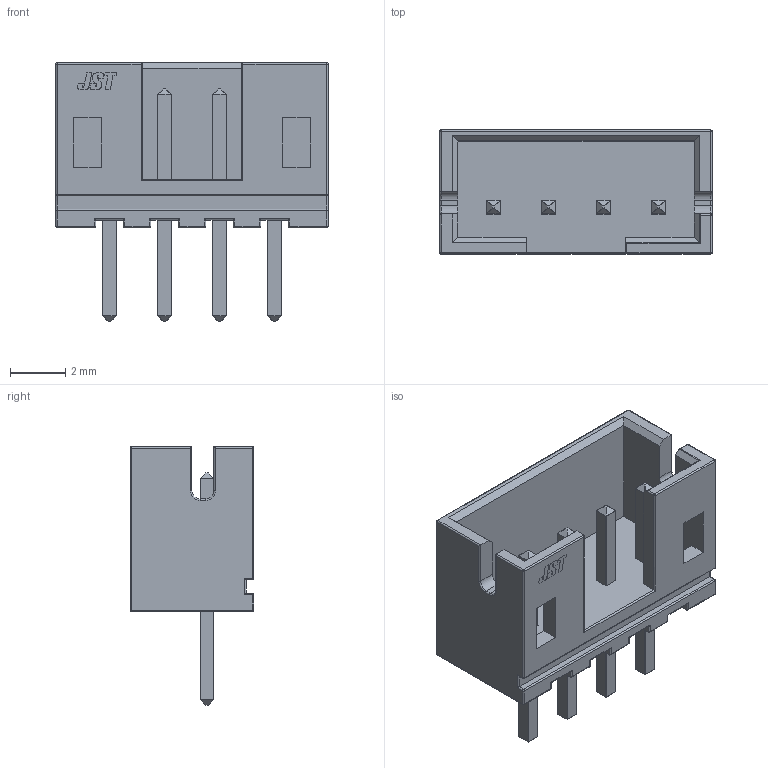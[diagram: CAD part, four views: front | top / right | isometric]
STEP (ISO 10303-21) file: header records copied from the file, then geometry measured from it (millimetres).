
FILE_DESCRIPTION(/* description */ (''),/* implementation_level */ '2;1');
FILE_NAME(/* name */ 'JST B4B-PH-K-S.stp',/* time_stamp */ '2022-06-30T13:15:34+02:00',/* author */ ('AbuBakr'),/* organization */ (''),/* preprocessor_version */ 'ST-DEVELOPER v17',/* originating_system */ 'Autodesk Inventor 2019',/* authorisation */ '');
FILE_SCHEMA (('AUTOMOTIVE_DESIGN { 1 0 10303 214 3 1 1 }'));
Length unit declared in the file: millimetre
Products named in the file (6): JST B4B-PH-K-S; B4B-PH-K-S; 1; 2; JST; Pin1_Triangle
Assembly tree (5 placements, depth 3):
  JST B4B-PH-K-S
    B4B-PH-K-S
      1
      2
    JST
    Pin1_Triangle
Bounding box: 9.9 x 4.5 x 9.4 mm (x, y, z)
Volume: 126.1 mm3; surface area: 423.2 mm2
Topology: 9 solids, 9 shells, 484 faces, 1083 edges, 615 vertices
Faces by surface type: cylinder 186, plane 153, sphere 78, bspline 63, torus 4
Entity records: 13863 total; most frequent: CARTESIAN_POINT 2994, ORIENTED_EDGE 2166, DIRECTION 2166, EDGE_CURVE 1083, AXIS2_PLACEMENT_3D 771, LINE 624, VECTOR 624, VERTEX_POINT 615
